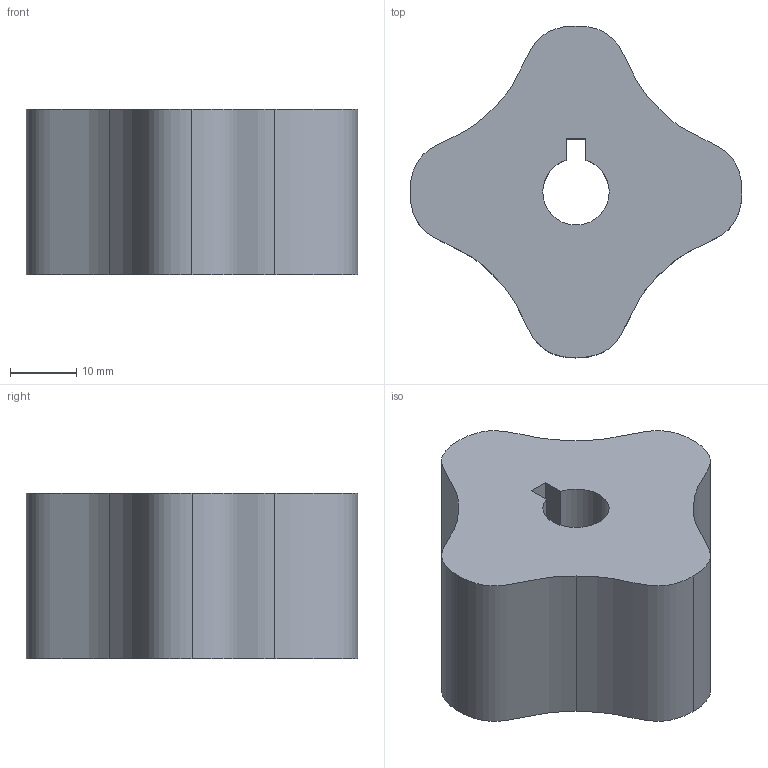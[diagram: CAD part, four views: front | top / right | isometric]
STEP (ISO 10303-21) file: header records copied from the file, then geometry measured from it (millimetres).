
FILE_DESCRIPTION(/* description */ (''),/* implementation_level */ '2;1');
FILE_NAME(/* name */ 'Dosiereinheit_Rad.stp',/* time_stamp */ '2014-01-20T17:39:28+01:00',/* author */ ('Harter'),/* organization */ (''),/* preprocessor_version */ 'ST-DEVELOPER v15.2',/* originating_system */ 'Autodesk Inventor 2014',/* authorisation */ '');
FILE_SCHEMA (('AUTOMOTIVE_DESIGN { 1 0 10303 214 3 1 1 }'));
Length unit declared in the file: millimetre
Products named in the file (1): Dosiereinheit_Rad
Bounding box: 50 x 50 x 25 mm (x, y, z)
Volume: 33578.4 mm3; surface area: 7388.7 mm2
Topology: 1 solids, 1 shells, 14 faces, 36 edges, 24 vertices
Faces by surface type: bspline 8, plane 5, cylinder 1
Entity records: 559 total; most frequent: CARTESIAN_POINT 243, ORIENTED_EDGE 72, EDGE_CURVE 36, DIRECTION 36, VERTEX_POINT 24, LINE 18, VECTOR 18, B_SPLINE_CURVE_WITH_KNOTS 16
